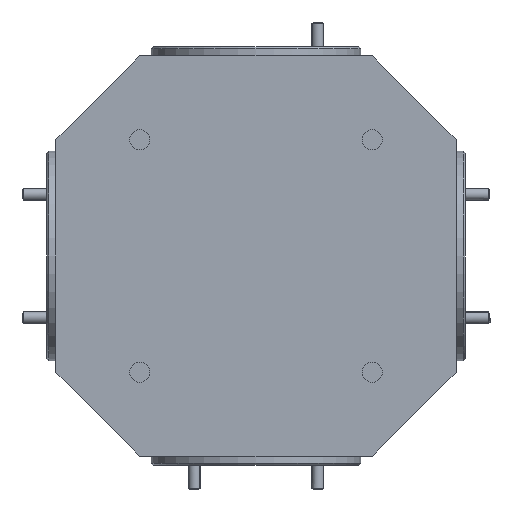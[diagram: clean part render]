
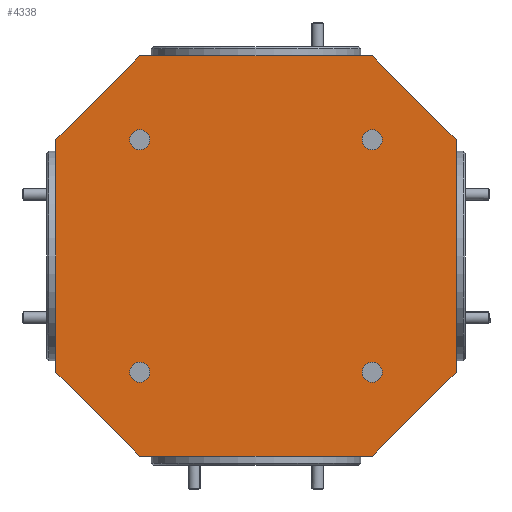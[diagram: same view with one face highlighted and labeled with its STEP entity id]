
A CAD part, front view. The second image highlights one B-rep face of the part: STEP entity #4338.
In plain terms, the highlighted planar face has unit normal (0, -1, 0).
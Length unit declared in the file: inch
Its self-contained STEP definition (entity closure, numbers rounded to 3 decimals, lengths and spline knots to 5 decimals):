
#26 = DIRECTION ( 'NONE',  ( 0., -1., 0. ) ) ;
#121 = VERTEX_POINT ( 'NONE', #1722 ) ;
#136 = AXIS2_PLACEMENT_3D ( 'NONE', #1208, #4035, #7516 ) ;
#246 = ORIENTED_EDGE ( 'NONE', *, *, #8752, .F. ) ;
#254 = CARTESIAN_POINT ( 'NONE',  ( 1.075, 0., -0.625 ) ) ;
#653 = DIRECTION ( 'NONE',  ( 0., 0., -1. ) ) ;
#669 = CIRCLE ( 'NONE', #8383, 0.05325 ) ;
#711 = EDGE_LOOP ( 'NONE', ( #10581, #2125 ) ) ;
#718 = CIRCLE ( 'NONE', #136, 0.05325 ) ;
#719 = EDGE_CURVE ( 'NONE', #1875, #6766, #4023, .T. ) ;
#846 = VERTEX_POINT ( 'NONE', #11246 ) ;
#870 = FACE_OUTER_BOUND ( 'NONE', #9983, .T. ) ;
#987 = VECTOR ( 'NONE', #2392, 39.37008 ) ;
#1208 = CARTESIAN_POINT ( 'NONE',  ( 0.625, 0., -0.625 ) ) ;
#1220 = DIRECTION ( 'NONE',  ( 0.707, 0., 0.707 ) ) ;
#1449 = CARTESIAN_POINT ( 'NONE',  ( 0.625, 0., -0.57175 ) ) ;
#1722 = CARTESIAN_POINT ( 'NONE',  ( -0.625, 0., -1.075 ) ) ;
#1814 = DIRECTION ( 'NONE',  ( 0., 0., 1. ) ) ;
#1875 = VERTEX_POINT ( 'NONE', #8894 ) ;
#1928 = LINE ( 'NONE', #8103, #11445 ) ;
#2013 = CARTESIAN_POINT ( 'NONE',  ( -1.075, 0., -1.075 ) ) ;
#2030 = ORIENTED_EDGE ( 'NONE', *, *, #9803, .T. ) ;
#2044 = EDGE_CURVE ( 'NONE', #6547, #10093, #3284, .T. ) ;
#2125 = ORIENTED_EDGE ( 'NONE', *, *, #2431, .F. ) ;
#2197 = DIRECTION ( 'NONE',  ( 0., -1., 0. ) ) ;
#2231 = DIRECTION ( 'NONE',  ( 0.707, 0., -0.707 ) ) ;
#2392 = DIRECTION ( 'NONE',  ( 1., 0., 0. ) ) ;
#2431 = EDGE_CURVE ( 'NONE', #10269, #5297, #718, .T. ) ;
#2491 = VERTEX_POINT ( 'NONE', #4153 ) ;
#2529 = VECTOR ( 'NONE', #10358, 39.37008 ) ;
#2726 = CARTESIAN_POINT ( 'NONE',  ( -0.625, 0., 0.57175 ) ) ;
#2787 = CARTESIAN_POINT ( 'NONE',  ( 0.625, 0., 0.625 ) ) ;
#2868 = FACE_BOUND ( 'NONE', #7558, .T. ) ;
#2910 = EDGE_CURVE ( 'NONE', #9226, #2491, #669, .T. ) ;
#3117 = DIRECTION ( 'NONE',  ( -1., 0., 0. ) ) ;
#3123 = EDGE_CURVE ( 'NONE', #10558, #10611, #3473, .T. ) ;
#3284 = LINE ( 'NONE', #10301, #2529 ) ;
#3367 = CARTESIAN_POINT ( 'NONE',  ( 1.075, 0., 0.625 ) ) ;
#3416 = ORIENTED_EDGE ( 'NONE', *, *, #9831, .T. ) ;
#3424 = EDGE_CURVE ( 'NONE', #10558, #9208, #9649, .T. ) ;
#3426 = ORIENTED_EDGE ( 'NONE', *, *, #9021, .F. ) ;
#3427 = CARTESIAN_POINT ( 'NONE',  ( 0.625, 0., 0.625 ) ) ;
#3473 = LINE ( 'NONE', #6182, #5558 ) ;
#3579 = FACE_BOUND ( 'NONE', #711, .T. ) ;
#3880 = DIRECTION ( 'NONE',  ( -0.707, 0., 0.707 ) ) ;
#3948 = VECTOR ( 'NONE', #1220, 39.37008 ) ;
#4023 = CIRCLE ( 'NONE', #4589, 0.05325 ) ;
#4035 = DIRECTION ( 'NONE',  ( 0., -1., 0. ) ) ;
#4050 = CARTESIAN_POINT ( 'NONE',  ( 0.85, 0., -0.85 ) ) ;
#4094 = DIRECTION ( 'NONE',  ( 0., 0., -1. ) ) ;
#4153 = CARTESIAN_POINT ( 'NONE',  ( 0.625, 0., 0.67825 ) ) ;
#4155 = AXIS2_PLACEMENT_3D ( 'NONE', #10409, #5916, #9520 ) ;
#4219 = CARTESIAN_POINT ( 'NONE',  ( 0.625, 0., -0.625 ) ) ;
#4338 = ADVANCED_FACE ( 'NONE', ( #3579, #10950, #2868, #7418, #870 ), #10783, .T. ) ;
#4360 = CIRCLE ( 'NONE', #9050, 0.05325 ) ;
#4585 = AXIS2_PLACEMENT_3D ( 'NONE', #8285, #6475, #10068 ) ;
#4589 = AXIS2_PLACEMENT_3D ( 'NONE', #10953, #26, #10121 ) ;
#4695 = LINE ( 'NONE', #5520, #9250 ) ;
#4768 = CARTESIAN_POINT ( 'NONE',  ( -1.075, 0., 0.625 ) ) ;
#4894 = CARTESIAN_POINT ( 'NONE',  ( -0.625, 0., -0.625 ) ) ;
#5029 = CARTESIAN_POINT ( 'NONE',  ( -1.075, 0., 1.075 ) ) ;
#5042 = CARTESIAN_POINT ( 'NONE',  ( -0.85, 0., -0.85 ) ) ;
#5170 = EDGE_CURVE ( 'NONE', #2491, #9226, #9858, .T. ) ;
#5225 = ORIENTED_EDGE ( 'NONE', *, *, #2044, .F. ) ;
#5238 = AXIS2_PLACEMENT_3D ( 'NONE', #7794, #5896, #8608 ) ;
#5252 = CARTESIAN_POINT ( 'NONE',  ( 0.625, 0., 1.075 ) ) ;
#5297 = VERTEX_POINT ( 'NONE', #7500 ) ;
#5520 = CARTESIAN_POINT ( 'NONE',  ( 0.85, 0., 0.85 ) ) ;
#5558 = VECTOR ( 'NONE', #9725, 39.37008 ) ;
#5741 = ORIENTED_EDGE ( 'NONE', *, *, #10843, .T. ) ;
#5758 = CIRCLE ( 'NONE', #5238, 0.05325 ) ;
#5896 = DIRECTION ( 'NONE',  ( 0., -1., 0. ) ) ;
#5904 = EDGE_CURVE ( 'NONE', #7510, #10611, #1928, .T. ) ;
#5916 = DIRECTION ( 'NONE',  ( 0., -1., 0. ) ) ;
#6182 = CARTESIAN_POINT ( 'NONE',  ( -0.85, 0., 0.85 ) ) ;
#6263 = ORIENTED_EDGE ( 'NONE', *, *, #3123, .T. ) ;
#6475 = DIRECTION ( 'NONE',  ( 0., -1., 0. ) ) ;
#6506 = DIRECTION ( 'NONE',  ( 0., 0., -1. ) ) ;
#6547 = VERTEX_POINT ( 'NONE', #3367 ) ;
#6593 = EDGE_CURVE ( 'NONE', #6766, #1875, #5758, .T. ) ;
#6766 = VERTEX_POINT ( 'NONE', #2726 ) ;
#6772 = LINE ( 'NONE', #4050, #3948 ) ;
#6938 = DIRECTION ( 'NONE',  ( 0., -1., 0. ) ) ;
#7107 = DIRECTION ( 'NONE',  ( 0., -1., 0. ) ) ;
#7135 = ORIENTED_EDGE ( 'NONE', *, *, #6593, .F. ) ;
#7147 = ORIENTED_EDGE ( 'NONE', *, *, #2910, .F. ) ;
#7418 = FACE_BOUND ( 'NONE', #10949, .T. ) ;
#7472 = EDGE_LOOP ( 'NONE', ( #3426, #246 ) ) ;
#7500 = CARTESIAN_POINT ( 'NONE',  ( 0.625, 0., -0.67825 ) ) ;
#7510 = VERTEX_POINT ( 'NONE', #10343 ) ;
#7516 = DIRECTION ( 'NONE',  ( 0., 0., -1. ) ) ;
#7558 = EDGE_LOOP ( 'NONE', ( #7135, #9120 ) ) ;
#7633 = EDGE_CURVE ( 'NONE', #5297, #10269, #9571, .T. ) ;
#7794 = CARTESIAN_POINT ( 'NONE',  ( -0.625, 0., 0.625 ) ) ;
#7947 = VERTEX_POINT ( 'NONE', #11044 ) ;
#8072 = ORIENTED_EDGE ( 'NONE', *, *, #3424, .F. ) ;
#8103 = CARTESIAN_POINT ( 'NONE',  ( -1.075, 0., 1.075 ) ) ;
#8147 = DIRECTION ( 'NONE',  ( 0., 0., -1. ) ) ;
#8285 = CARTESIAN_POINT ( 'NONE',  ( 0., 0., 0. ) ) ;
#8383 = AXIS2_PLACEMENT_3D ( 'NONE', #3427, #11458, #653 ) ;
#8426 = CARTESIAN_POINT ( 'NONE',  ( -0.625, 0., 1.075 ) ) ;
#8428 = AXIS2_PLACEMENT_3D ( 'NONE', #4219, #6938, #4094 ) ;
#8483 = LINE ( 'NONE', #2013, #11528 ) ;
#8535 = LINE ( 'NONE', #5042, #9446 ) ;
#8608 = DIRECTION ( 'NONE',  ( 0., 0., -1. ) ) ;
#8752 = EDGE_CURVE ( 'NONE', #9587, #846, #9228, .T. ) ;
#8767 = ORIENTED_EDGE ( 'NONE', *, *, #5170, .F. ) ;
#8894 = CARTESIAN_POINT ( 'NONE',  ( -0.625, 0., 0.67825 ) ) ;
#9021 = EDGE_CURVE ( 'NONE', #846, #9587, #4360, .T. ) ;
#9050 = AXIS2_PLACEMENT_3D ( 'NONE', #4894, #2197, #6506 ) ;
#9120 = ORIENTED_EDGE ( 'NONE', *, *, #719, .F. ) ;
#9208 = VERTEX_POINT ( 'NONE', #5252 ) ;
#9226 = VERTEX_POINT ( 'NONE', #11696 ) ;
#9228 = CIRCLE ( 'NONE', #4155, 0.05325 ) ;
#9250 = VECTOR ( 'NONE', #3880, 39.37008 ) ;
#9258 = ORIENTED_EDGE ( 'NONE', *, *, #9436, .F. ) ;
#9436 = EDGE_CURVE ( 'NONE', #7947, #121, #8483, .T. ) ;
#9440 = ORIENTED_EDGE ( 'NONE', *, *, #5904, .F. ) ;
#9446 = VECTOR ( 'NONE', #2231, 39.37008 ) ;
#9520 = DIRECTION ( 'NONE',  ( 0., 0., -1. ) ) ;
#9571 = CIRCLE ( 'NONE', #8428, 0.05325 ) ;
#9587 = VERTEX_POINT ( 'NONE', #9960 ) ;
#9649 = LINE ( 'NONE', #5029, #987 ) ;
#9725 = DIRECTION ( 'NONE',  ( -0.707, 0., -0.707 ) ) ;
#9803 = EDGE_CURVE ( 'NONE', #6547, #9208, #4695, .T. ) ;
#9831 = EDGE_CURVE ( 'NONE', #7510, #121, #8535, .T. ) ;
#9858 = CIRCLE ( 'NONE', #10617, 0.05325 ) ;
#9960 = CARTESIAN_POINT ( 'NONE',  ( -0.625, 0., -0.57175 ) ) ;
#9983 = EDGE_LOOP ( 'NONE', ( #5225, #2030, #8072, #6263, #9440, #3416, #9258, #5741 ) ) ;
#10068 = DIRECTION ( 'NONE',  ( 0., 0., -1. ) ) ;
#10093 = VERTEX_POINT ( 'NONE', #254 ) ;
#10121 = DIRECTION ( 'NONE',  ( 0., 0., -1. ) ) ;
#10269 = VERTEX_POINT ( 'NONE', #1449 ) ;
#10301 = CARTESIAN_POINT ( 'NONE',  ( 1.075, 0., 1.075 ) ) ;
#10343 = CARTESIAN_POINT ( 'NONE',  ( -1.075, 0., -0.625 ) ) ;
#10358 = DIRECTION ( 'NONE',  ( 0., 0., -1. ) ) ;
#10409 = CARTESIAN_POINT ( 'NONE',  ( -0.625, 0., -0.625 ) ) ;
#10558 = VERTEX_POINT ( 'NONE', #8426 ) ;
#10581 = ORIENTED_EDGE ( 'NONE', *, *, #7633, .F. ) ;
#10611 = VERTEX_POINT ( 'NONE', #4768 ) ;
#10617 = AXIS2_PLACEMENT_3D ( 'NONE', #2787, #7107, #8147 ) ;
#10783 = PLANE ( 'NONE',  #4585 ) ;
#10843 = EDGE_CURVE ( 'NONE', #7947, #10093, #6772, .T. ) ;
#10949 = EDGE_LOOP ( 'NONE', ( #7147, #8767 ) ) ;
#10950 = FACE_BOUND ( 'NONE', #7472, .T. ) ;
#10953 = CARTESIAN_POINT ( 'NONE',  ( -0.625, 0., 0.625 ) ) ;
#11044 = CARTESIAN_POINT ( 'NONE',  ( 0.625, 0., -1.075 ) ) ;
#11246 = CARTESIAN_POINT ( 'NONE',  ( -0.625, 0., -0.67825 ) ) ;
#11445 = VECTOR ( 'NONE', #1814, 39.37008 ) ;
#11458 = DIRECTION ( 'NONE',  ( 0., -1., 0. ) ) ;
#11528 = VECTOR ( 'NONE', #3117, 39.37008 ) ;
#11696 = CARTESIAN_POINT ( 'NONE',  ( 0.625, 0., 0.57175 ) ) ;
